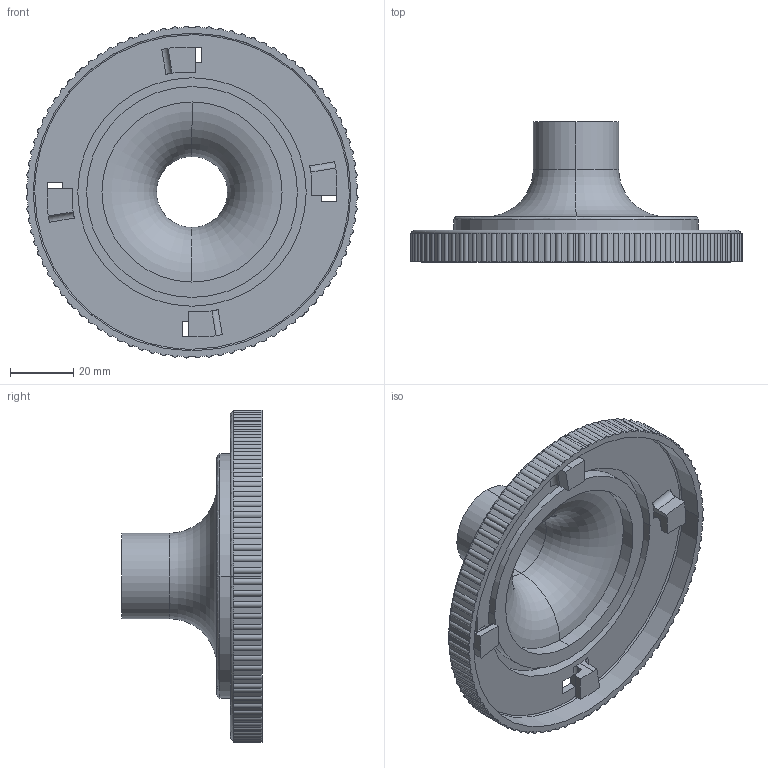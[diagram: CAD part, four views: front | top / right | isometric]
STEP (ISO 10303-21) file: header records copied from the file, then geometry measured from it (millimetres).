
FILE_DESCRIPTION (( 'STEP AP203' ), '1' );
FILE_NAME ('top_Filter Box v5 02 for 3D print.STEP', '2020-04-01T17:17:15', ( '' ), ( '' ), 'SwSTEP 2.0', 'SolidWorks 2014', '' );
FILE_SCHEMA (( 'CONFIG_CONTROL_DESIGN' ));
Length unit declared in the file: millimetre
Products named in the file (1): top_Filter Box v5 02 for 3D print
Bounding box: 105.04 x 44.3 x 105.04 mm (x, y, z)
Volume: 36832.1 mm3; surface area: 30502.9 mm2
Topology: 1 solids, 1 shells, 375 faces, 926 edges, 558 vertices
Faces by surface type: cylinder 226, plane 139, bspline 6, torus 4
Entity records: 11889 total; most frequent: CARTESIAN_POINT 2886, DIRECTION 1982, ORIENTED_EDGE 1852, EDGE_CURVE 926, AXIS2_PLACEMENT_3D 818, VERTEX_POINT 558, CIRCLE 448, EDGE_LOOP 390
